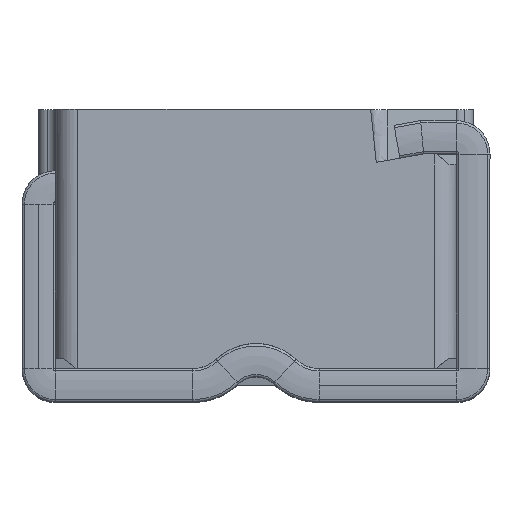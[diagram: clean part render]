
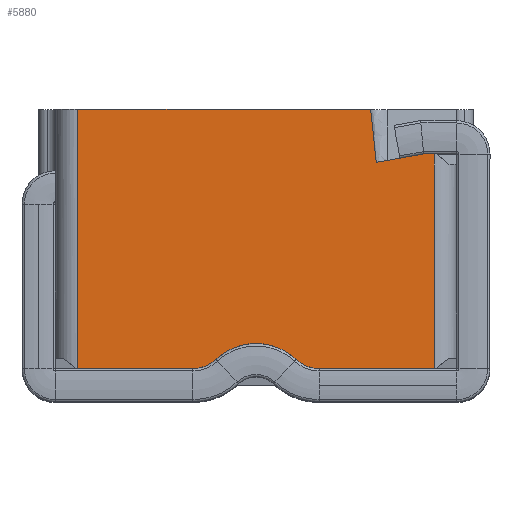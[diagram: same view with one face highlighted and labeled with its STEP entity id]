
A CAD part, top view. The second image highlights one B-rep face of the part: STEP entity #5880.
In plain terms, the highlighted planar face has unit normal (0, 0, 1).
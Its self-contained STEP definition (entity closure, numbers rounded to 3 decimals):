
#60 = EDGE_CURVE ( 'NONE', #4327, #3177, #10412, .T. ) ;
#169 = LINE ( 'NONE', #295, #9934 ) ;
#295 = CARTESIAN_POINT ( 'NONE',  ( 0., 4.95, 7.8 ) ) ;
#317 = ORIENTED_EDGE ( 'NONE', *, *, #9662, .F. ) ;
#324 = CARTESIAN_POINT ( 'NONE',  ( -2.265, -3.15, 7.8 ) ) ;
#373 = VECTOR ( 'NONE', #8356, 1000. ) ;
#424 = VERTEX_POINT ( 'NONE', #5087 ) ;
#574 = CARTESIAN_POINT ( 'NONE',  ( 2.265, -4.35, 7.8 ) ) ;
#885 = ORIENTED_EDGE ( 'NONE', *, *, #6601, .T. ) ;
#925 = DIRECTION ( 'NONE',  ( 1., 0., 0. ) ) ;
#1014 = VECTOR ( 'NONE', #3686, 1000. ) ;
#1221 = CARTESIAN_POINT ( 'NONE',  ( 4.316, 3.05, 7.8 ) ) ;
#1264 = DIRECTION ( 'NONE',  ( -1., 0., 0. ) ) ;
#1503 = VERTEX_POINT ( 'NONE', #11388 ) ;
#1528 = CARTESIAN_POINT ( 'NONE',  ( 0., -5.55, 7.8 ) ) ;
#1847 = LINE ( 'NONE', #8984, #1014 ) ;
#1854 = AXIS2_PLACEMENT_3D ( 'NONE', #6733, #2448, #10226 ) ;
#1872 = VECTOR ( 'NONE', #9052, 1000. ) ;
#1934 = EDGE_CURVE ( 'NONE', #3177, #9142, #9625, .T. ) ;
#2142 = ORIENTED_EDGE ( 'NONE', *, *, #1934, .F. ) ;
#2247 = CIRCLE ( 'NONE', #8152, 2.1 ) ;
#2272 = LINE ( 'NONE', #5801, #10086 ) ;
#2335 = VERTEX_POINT ( 'NONE', #7260 ) ;
#2397 = CARTESIAN_POINT ( 'NONE',  ( -1.441, -4.023, 7.8 ) ) ;
#2448 = DIRECTION ( 'NONE',  ( 0., 0., 1. ) ) ;
#2753 = ORIENTED_EDGE ( 'NONE', *, *, #6004, .F. ) ;
#2921 = DIRECTION ( 'NONE',  ( 0., 0., -1. ) ) ;
#3177 = VERTEX_POINT ( 'NONE', #10659 ) ;
#3560 = VERTEX_POINT ( 'NONE', #6757 ) ;
#3686 = DIRECTION ( 'NONE',  ( -1., 0., 0. ) ) ;
#3900 = VERTEX_POINT ( 'NONE', #2397 ) ;
#3996 = VERTEX_POINT ( 'NONE', #7469 ) ;
#4311 = DIRECTION ( 'NONE',  ( 0., 0., 1. ) ) ;
#4318 = EDGE_CURVE ( 'NONE', #9795, #9142, #10819, .T. ) ;
#4327 = VERTEX_POINT ( 'NONE', #1221 ) ;
#4401 = DIRECTION ( 'NONE',  ( 0.985, 0.174, 0. ) ) ;
#4787 = CIRCLE ( 'NONE', #10625, 1.2 ) ;
#4946 = EDGE_CURVE ( 'NONE', #2335, #4327, #2272, .T. ) ;
#5025 = CARTESIAN_POINT ( 'NONE',  ( 6.4, 3.35, 7.8 ) ) ;
#5039 = CARTESIAN_POINT ( 'NONE',  ( -6.4, 4.95, 7.8 ) ) ;
#5087 = CARTESIAN_POINT ( 'NONE',  ( -2.265, -4.35, 7.8 ) ) ;
#5172 = FACE_OUTER_BOUND ( 'NONE', #9640, .T. ) ;
#5179 = VERTEX_POINT ( 'NONE', #574 ) ;
#5355 = VECTOR ( 'NONE', #9370, 1000. ) ;
#5547 = CARTESIAN_POINT ( 'NONE',  ( 6.4, 2.98, 7.8 ) ) ;
#5793 = VECTOR ( 'NONE', #4401, 1000. ) ;
#5801 = CARTESIAN_POINT ( 'NONE',  ( 4.316, 3.05, 7.8 ) ) ;
#5827 = ORIENTED_EDGE ( 'NONE', *, *, #7485, .T. ) ;
#5853 = CARTESIAN_POINT ( 'NONE',  ( 6.47, -4.35, 7.8 ) ) ;
#5880 = ADVANCED_FACE ( 'NONE', ( #5172 ), #7762, .T. ) ;
#5949 = ORIENTED_EDGE ( 'NONE', *, *, #11235, .F. ) ;
#6004 = EDGE_CURVE ( 'NONE', #9795, #5179, #11097, .T. ) ;
#6410 = DIRECTION ( 'NONE',  ( -1., 0., 0. ) ) ;
#6451 = DIRECTION ( 'NONE',  ( 1., 0., 0. ) ) ;
#6492 = ORIENTED_EDGE ( 'NONE', *, *, #4318, .T. ) ;
#6601 = EDGE_CURVE ( 'NONE', #1503, #3560, #11127, .T. ) ;
#6613 = ORIENTED_EDGE ( 'NONE', *, *, #6735, .F. ) ;
#6733 = CARTESIAN_POINT ( 'NONE',  ( 0., 4.95, 7.8 ) ) ;
#6735 = EDGE_CURVE ( 'NONE', #3900, #424, #4787, .T. ) ;
#6757 = CARTESIAN_POINT ( 'NONE',  ( -6.4, -4.35, 7.8 ) ) ;
#6820 = CIRCLE ( 'NONE', #7561, 1.2 ) ;
#7069 = ORIENTED_EDGE ( 'NONE', *, *, #60, .F. ) ;
#7177 = ORIENTED_EDGE ( 'NONE', *, *, #4946, .F. ) ;
#7260 = CARTESIAN_POINT ( 'NONE',  ( 4.116, 4.95, 7.8 ) ) ;
#7469 = CARTESIAN_POINT ( 'NONE',  ( 1.441, -4.023, 7.8 ) ) ;
#7485 = EDGE_CURVE ( 'NONE', #2335, #1503, #169, .T. ) ;
#7492 = DIRECTION ( 'NONE',  ( 0., 0., -1. ) ) ;
#7561 = AXIS2_PLACEMENT_3D ( 'NONE', #10757, #2921, #1264 ) ;
#7762 = PLANE ( 'NONE',  #1854 ) ;
#7810 = DIRECTION ( 'NONE',  ( 1., 0., 0. ) ) ;
#8022 = VECTOR ( 'NONE', #925, 1000. ) ;
#8147 = CARTESIAN_POINT ( 'NONE',  ( 6.4, -4.35, 7.8 ) ) ;
#8152 = AXIS2_PLACEMENT_3D ( 'NONE', #1528, #4311, #7810 ) ;
#8160 = EDGE_CURVE ( 'NONE', #5179, #3996, #6820, .T. ) ;
#8356 = DIRECTION ( 'NONE',  ( 0., -1., 0. ) ) ;
#8755 = CARTESIAN_POINT ( 'NONE',  ( 6.486, 3.35, 7.8 ) ) ;
#8759 = CARTESIAN_POINT ( 'NONE',  ( 6.016, 3.35, 7.8 ) ) ;
#8984 = CARTESIAN_POINT ( 'NONE',  ( -6.47, -4.35, 7.8 ) ) ;
#9052 = DIRECTION ( 'NONE',  ( 0., 1., 0. ) ) ;
#9142 = VERTEX_POINT ( 'NONE', #5025 ) ;
#9370 = DIRECTION ( 'NONE',  ( -1., 0., 0. ) ) ;
#9603 = ORIENTED_EDGE ( 'NONE', *, *, #8160, .F. ) ;
#9625 = LINE ( 'NONE', #8755, #8022 ) ;
#9640 = EDGE_LOOP ( 'NONE', ( #5827, #885, #5949, #6613, #317, #9603, #2753, #6492, #2142, #7069, #7177 ) ) ;
#9662 = EDGE_CURVE ( 'NONE', #3996, #3900, #2247, .T. ) ;
#9795 = VERTEX_POINT ( 'NONE', #8147 ) ;
#9934 = VECTOR ( 'NONE', #6410, 1000. ) ;
#10086 = VECTOR ( 'NONE', #10223, 1000. ) ;
#10223 = DIRECTION ( 'NONE',  ( 0.105, -0.995, 0. ) ) ;
#10226 = DIRECTION ( 'NONE',  ( 1., 0., 0. ) ) ;
#10412 = LINE ( 'NONE', #8759, #5793 ) ;
#10625 = AXIS2_PLACEMENT_3D ( 'NONE', #324, #7492, #6451 ) ;
#10659 = CARTESIAN_POINT ( 'NONE',  ( 6.016, 3.35, 7.8 ) ) ;
#10757 = CARTESIAN_POINT ( 'NONE',  ( 2.265, -3.15, 7.8 ) ) ;
#10819 = LINE ( 'NONE', #5547, #1872 ) ;
#11097 = LINE ( 'NONE', #5853, #5355 ) ;
#11127 = LINE ( 'NONE', #5039, #373 ) ;
#11235 = EDGE_CURVE ( 'NONE', #424, #3560, #1847, .T. ) ;
#11388 = CARTESIAN_POINT ( 'NONE',  ( -6.4, 4.95, 7.8 ) ) ;
